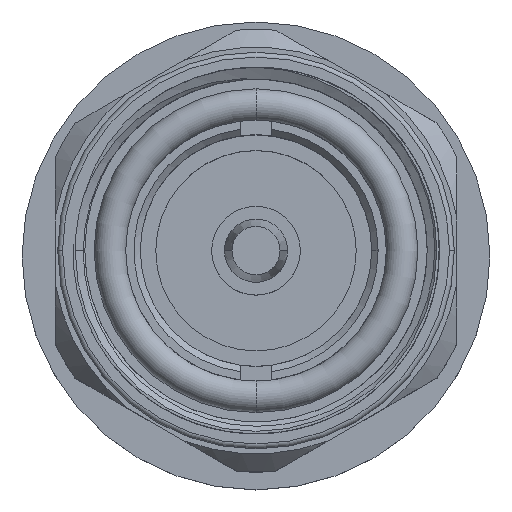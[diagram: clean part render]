
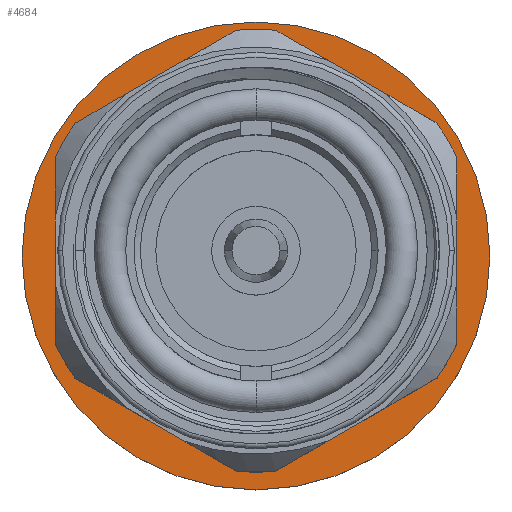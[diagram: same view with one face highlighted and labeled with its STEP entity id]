
A CAD part, top view. The second image highlights one B-rep face of the part: STEP entity #4684.
In plain terms, the highlighted face is planar.
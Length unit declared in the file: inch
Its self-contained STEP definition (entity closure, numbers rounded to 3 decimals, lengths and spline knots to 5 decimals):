
#2480 = DIRECTION ( 'NONE',  ( 0., 0., -1. ) ) ;
#3773 = CARTESIAN_POINT ( 'NONE',  ( 1.43543, 0., 0. ) ) ;
#4684 = ADVANCED_FACE ( 'NONE', ( #12981, #83216 ), #6041, .T. ) ;
#6041 = PLANE ( 'NONE',  #77228 ) ;
#8263 = CARTESIAN_POINT ( 'NONE',  ( 1.43543, 0.72835, 0. ) ) ;
#8438 = VERTEX_POINT ( 'NONE', #38126 ) ;
#11561 = CARTESIAN_POINT ( 'NONE',  ( 1.43543, 0., 0.72835 ) ) ;
#11592 = AXIS2_PLACEMENT_3D ( 'NONE', #86322, #78370, #60616 ) ;
#12981 = FACE_OUTER_BOUND ( 'NONE', #67275, .T. ) ;
#20917 = DIRECTION ( 'NONE',  ( 1., 0., 0. ) ) ;
#21679 = CIRCLE ( 'NONE', #61906, 0.17196 ) ;
#23920 = VERTEX_POINT ( 'NONE', #97598 ) ;
#26566 = CARTESIAN_POINT ( 'NONE',  ( 1.43543, 0., 0. ) ) ;
#29839 = EDGE_LOOP ( 'NONE', ( #80861, #52442 ) ) ;
#34978 = CIRCLE ( 'NONE', #87873, 0.72835 ) ;
#36240 = EDGE_CURVE ( 'NONE', #88720, #63458, #34978, .T. ) ;
#38126 = CARTESIAN_POINT ( 'NONE',  ( 1.43543, 0., 0.17196 ) ) ;
#43744 = DIRECTION ( 'NONE',  ( 0., 0., -1. ) ) ;
#46442 = DIRECTION ( 'NONE',  ( 0., 0., -1. ) ) ;
#51138 = DIRECTION ( 'NONE',  ( 0., 0., -1. ) ) ;
#52442 = ORIENTED_EDGE ( 'NONE', *, *, #79929, .F. ) ;
#60616 = DIRECTION ( 'NONE',  ( 0., 0., -1. ) ) ;
#61906 = AXIS2_PLACEMENT_3D ( 'NONE', #3773, #98211, #46442 ) ;
#63458 = VERTEX_POINT ( 'NONE', #11561 ) ;
#67275 = EDGE_LOOP ( 'NONE', ( #101548, #96154 ) ) ;
#69613 = DIRECTION ( 'NONE',  ( 1., 0., 0. ) ) ;
#77228 = AXIS2_PLACEMENT_3D ( 'NONE', #8263, #78102, #43744 ) ;
#78102 = DIRECTION ( 'NONE',  ( 1., 0., 0. ) ) ;
#78370 = DIRECTION ( 'NONE',  ( 1., 0., 0. ) ) ;
#79929 = EDGE_CURVE ( 'NONE', #23920, #8438, #21679, .T. ) ;
#80861 = ORIENTED_EDGE ( 'NONE', *, *, #111055, .F. ) ;
#81380 = CARTESIAN_POINT ( 'NONE',  ( 1.43543, 0., 0. ) ) ;
#83216 = FACE_BOUND ( 'NONE', #29839, .T. ) ;
#86322 = CARTESIAN_POINT ( 'NONE',  ( 1.43543, 0., 0. ) ) ;
#87873 = AXIS2_PLACEMENT_3D ( 'NONE', #26566, #69613, #51138 ) ;
#88720 = VERTEX_POINT ( 'NONE', #92264 ) ;
#92264 = CARTESIAN_POINT ( 'NONE',  ( 1.43543, 0., -0.72835 ) ) ;
#92830 = AXIS2_PLACEMENT_3D ( 'NONE', #81380, #20917, #2480 ) ;
#96154 = ORIENTED_EDGE ( 'NONE', *, *, #100284, .T. ) ;
#97598 = CARTESIAN_POINT ( 'NONE',  ( 1.43543, 0., -0.17196 ) ) ;
#98211 = DIRECTION ( 'NONE',  ( 1., 0., 0. ) ) ;
#100284 = EDGE_CURVE ( 'NONE', #63458, #88720, #106427, .T. ) ;
#101548 = ORIENTED_EDGE ( 'NONE', *, *, #36240, .T. ) ;
#106427 = CIRCLE ( 'NONE', #11592, 0.72835 ) ;
#108944 = CIRCLE ( 'NONE', #92830, 0.17196 ) ;
#111055 = EDGE_CURVE ( 'NONE', #8438, #23920, #108944, .T. ) ;
